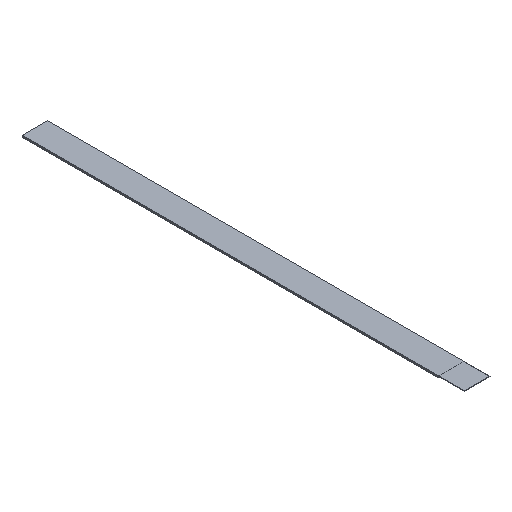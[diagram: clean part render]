
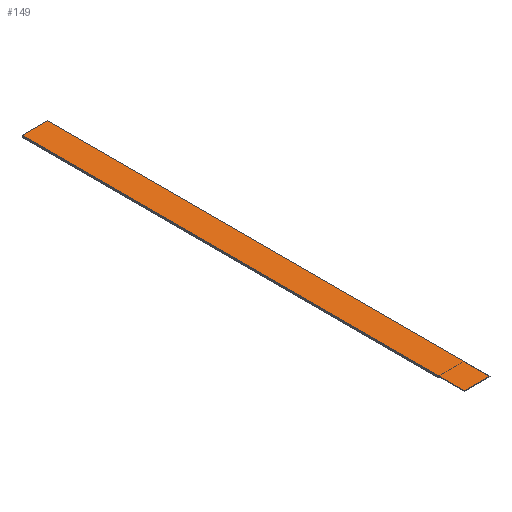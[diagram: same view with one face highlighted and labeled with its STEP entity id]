
A CAD part, isometric view. The second image highlights one B-rep face of the part: STEP entity #149.
In plain terms, the highlighted planar face has unit normal (0, 0, 1).
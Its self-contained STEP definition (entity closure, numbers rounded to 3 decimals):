
#36=ORIENTED_EDGE('',*,*,#70,.F.);
#37=ORIENTED_EDGE('',*,*,#67,.F.);
#38=ORIENTED_EDGE('',*,*,#71,.T.);
#39=ORIENTED_EDGE('',*,*,#59,.T.);
#59=EDGE_CURVE('',#78,#77,#89,.T.);
#67=EDGE_CURVE('',#83,#84,#97,.T.);
#70=EDGE_CURVE('',#84,#77,#100,.T.);
#71=EDGE_CURVE('',#83,#78,#101,.T.);
#77=VERTEX_POINT('',#221);
#78=VERTEX_POINT('',#223);
#83=VERTEX_POINT('',#237);
#84=VERTEX_POINT('',#239);
#89=LINE('',#222,#107);
#97=LINE('',#238,#115);
#100=LINE('',#244,#118);
#101=LINE('',#245,#119);
#107=VECTOR('',#184,1000.);
#115=VECTOR('',#196,1000.);
#118=VECTOR('',#201,1000.);
#119=VECTOR('',#202,1000.);
#125=EDGE_LOOP('',(#36,#37,#38,#39));
#133=FACE_BOUND('',#125,.T.);
#141=PLANE('',#172);
#149=ADVANCED_FACE('',(#133),#141,.T.);
#172=AXIS2_PLACEMENT_3D('',#243,#199,#200);
#184=DIRECTION('',(0.,-1.,0.));
#196=DIRECTION('',(0.,-1.,0.));
#199=DIRECTION('',(0.,0.,1.));
#200=DIRECTION('',(1.,0.,0.));
#201=DIRECTION('',(-1.,0.,0.));
#202=DIRECTION('',(-1.,0.,0.));
#221=CARTESIAN_POINT('',(-3.226,0.,0.483));
#222=CARTESIAN_POINT('',(-3.226,112.446,0.483));
#223=CARTESIAN_POINT('',(-3.226,112.446,0.483));
#237=CARTESIAN_POINT('',(3.226,112.446,0.483));
#238=CARTESIAN_POINT('',(3.226,112.446,0.483));
#239=CARTESIAN_POINT('',(3.226,0.,0.483));
#243=CARTESIAN_POINT('',(3.226,112.446,0.483));
#244=CARTESIAN_POINT('',(3.226,0.,0.483));
#245=CARTESIAN_POINT('',(3.226,112.446,0.483));
